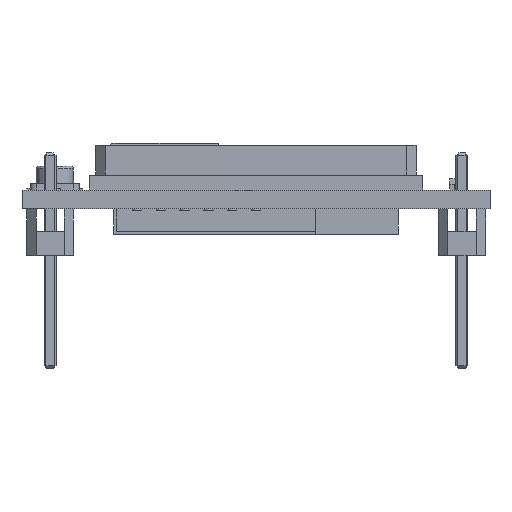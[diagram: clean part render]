
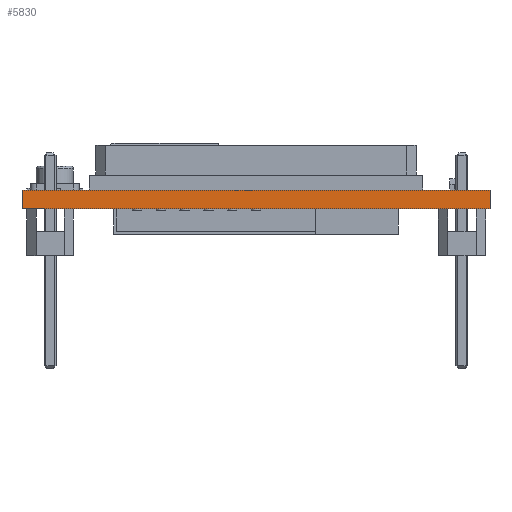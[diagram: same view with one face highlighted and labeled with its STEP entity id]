
A CAD part, front view. The second image highlights one B-rep face of the part: STEP entity #5830.
In plain terms, the highlighted planar face has unit normal (0, -1, 0).
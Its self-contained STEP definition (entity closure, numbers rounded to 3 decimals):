
#44 = PLANE('',#45);
#45 = AXIS2_PLACEMENT_3D('',#46,#47,#48);
#46 = CARTESIAN_POINT('',(0.,0.,0.));
#47 = DIRECTION('',(0.,0.,1.));
#48 = DIRECTION('',(1.,0.,0.));
#172 = VERTEX_POINT('',#173);
#173 = CARTESIAN_POINT('',(-12.5,-11.5,0.));
#187 = PLANE('',#188);
#188 = AXIS2_PLACEMENT_3D('',#189,#190,#191);
#189 = CARTESIAN_POINT('',(-12.5,-11.5,0.));
#190 = DIRECTION('',(-1.,0.,0.));
#191 = DIRECTION('',(0.,1.,0.));
#199 = EDGE_CURVE('',#200,#172,#202,.T.);
#200 = VERTEX_POINT('',#201);
#201 = CARTESIAN_POINT('',(12.5,-11.5,0.));
#202 = SURFACE_CURVE('',#203,(#207,#214),.PCURVE_S1.);
#203 = LINE('',#204,#205);
#204 = CARTESIAN_POINT('',(12.5,-11.5,0.));
#205 = VECTOR('',#206,1.);
#206 = DIRECTION('',(-1.,0.,0.));
#207 = PCURVE('',#44,#208);
#208 = DEFINITIONAL_REPRESENTATION('',(#209),#213);
#209 = LINE('',#210,#211);
#210 = CARTESIAN_POINT('',(12.5,-11.5));
#211 = VECTOR('',#212,1.);
#212 = DIRECTION('',(-1.,0.));
#213 = ( GEOMETRIC_REPRESENTATION_CONTEXT(2) 
PARAMETRIC_REPRESENTATION_CONTEXT() REPRESENTATION_CONTEXT('2D SPACE',''
  ) );
#214 = PCURVE('',#215,#220);
#215 = PLANE('',#216);
#216 = AXIS2_PLACEMENT_3D('',#217,#218,#219);
#217 = CARTESIAN_POINT('',(12.5,-11.5,0.));
#218 = DIRECTION('',(0.,-1.,0.));
#219 = DIRECTION('',(-1.,0.,0.));
#220 = DEFINITIONAL_REPRESENTATION('',(#221),#225);
#221 = LINE('',#222,#223);
#222 = CARTESIAN_POINT('',(0.,-0.));
#223 = VECTOR('',#224,1.);
#224 = DIRECTION('',(1.,0.));
#225 = ( GEOMETRIC_REPRESENTATION_CONTEXT(2) 
PARAMETRIC_REPRESENTATION_CONTEXT() REPRESENTATION_CONTEXT('2D SPACE',''
  ) );
#243 = PLANE('',#244);
#244 = AXIS2_PLACEMENT_3D('',#245,#246,#247);
#245 = CARTESIAN_POINT('',(12.5,11.5,0.));
#246 = DIRECTION('',(1.,0.,0.));
#247 = DIRECTION('',(0.,-1.,0.));
#3965 = PLANE('',#3966);
#3966 = AXIS2_PLACEMENT_3D('',#3967,#3968,#3969);
#3967 = CARTESIAN_POINT('',(0.,0.,1.));
#3968 = DIRECTION('',(0.,0.,1.));
#3969 = DIRECTION('',(1.,0.,0.));
#5787 = VERTEX_POINT('',#5788);
#5788 = CARTESIAN_POINT('',(12.5,-11.5,1.));
#5809 = EDGE_CURVE('',#200,#5787,#5810,.T.);
#5810 = SURFACE_CURVE('',#5811,(#5815,#5822),.PCURVE_S1.);
#5811 = LINE('',#5812,#5813);
#5812 = CARTESIAN_POINT('',(12.5,-11.5,0.));
#5813 = VECTOR('',#5814,1.);
#5814 = DIRECTION('',(0.,0.,1.));
#5815 = PCURVE('',#243,#5816);
#5816 = DEFINITIONAL_REPRESENTATION('',(#5817),#5821);
#5817 = LINE('',#5818,#5819);
#5818 = CARTESIAN_POINT('',(23.,0.));
#5819 = VECTOR('',#5820,1.);
#5820 = DIRECTION('',(0.,-1.));
#5821 = ( GEOMETRIC_REPRESENTATION_CONTEXT(2) 
PARAMETRIC_REPRESENTATION_CONTEXT() REPRESENTATION_CONTEXT('2D SPACE',''
  ) );
#5822 = PCURVE('',#215,#5823);
#5823 = DEFINITIONAL_REPRESENTATION('',(#5824),#5828);
#5824 = LINE('',#5825,#5826);
#5825 = CARTESIAN_POINT('',(0.,-0.));
#5826 = VECTOR('',#5827,1.);
#5827 = DIRECTION('',(0.,-1.));
#5828 = ( GEOMETRIC_REPRESENTATION_CONTEXT(2) 
PARAMETRIC_REPRESENTATION_CONTEXT() REPRESENTATION_CONTEXT('2D SPACE',''
  ) );
#5830 = ADVANCED_FACE('',(#5831),#215,.T.);
#5831 = FACE_BOUND('',#5832,.T.);
#5832 = EDGE_LOOP('',(#5833,#5834,#5857,#5878));
#5833 = ORIENTED_EDGE('',*,*,#5809,.T.);
#5834 = ORIENTED_EDGE('',*,*,#5835,.T.);
#5835 = EDGE_CURVE('',#5787,#5836,#5838,.T.);
#5836 = VERTEX_POINT('',#5837);
#5837 = CARTESIAN_POINT('',(-12.5,-11.5,1.));
#5838 = SURFACE_CURVE('',#5839,(#5843,#5850),.PCURVE_S1.);
#5839 = LINE('',#5840,#5841);
#5840 = CARTESIAN_POINT('',(12.5,-11.5,1.));
#5841 = VECTOR('',#5842,1.);
#5842 = DIRECTION('',(-1.,0.,0.));
#5843 = PCURVE('',#215,#5844);
#5844 = DEFINITIONAL_REPRESENTATION('',(#5845),#5849);
#5845 = LINE('',#5846,#5847);
#5846 = CARTESIAN_POINT('',(0.,-1.));
#5847 = VECTOR('',#5848,1.);
#5848 = DIRECTION('',(1.,0.));
#5849 = ( GEOMETRIC_REPRESENTATION_CONTEXT(2) 
PARAMETRIC_REPRESENTATION_CONTEXT() REPRESENTATION_CONTEXT('2D SPACE',''
  ) );
#5850 = PCURVE('',#3965,#5851);
#5851 = DEFINITIONAL_REPRESENTATION('',(#5852),#5856);
#5852 = LINE('',#5853,#5854);
#5853 = CARTESIAN_POINT('',(12.5,-11.5));
#5854 = VECTOR('',#5855,1.);
#5855 = DIRECTION('',(-1.,0.));
#5856 = ( GEOMETRIC_REPRESENTATION_CONTEXT(2) 
PARAMETRIC_REPRESENTATION_CONTEXT() REPRESENTATION_CONTEXT('2D SPACE',''
  ) );
#5857 = ORIENTED_EDGE('',*,*,#5858,.F.);
#5858 = EDGE_CURVE('',#172,#5836,#5859,.T.);
#5859 = SURFACE_CURVE('',#5860,(#5864,#5871),.PCURVE_S1.);
#5860 = LINE('',#5861,#5862);
#5861 = CARTESIAN_POINT('',(-12.5,-11.5,0.));
#5862 = VECTOR('',#5863,1.);
#5863 = DIRECTION('',(0.,0.,1.));
#5864 = PCURVE('',#215,#5865);
#5865 = DEFINITIONAL_REPRESENTATION('',(#5866),#5870);
#5866 = LINE('',#5867,#5868);
#5867 = CARTESIAN_POINT('',(25.,0.));
#5868 = VECTOR('',#5869,1.);
#5869 = DIRECTION('',(0.,-1.));
#5870 = ( GEOMETRIC_REPRESENTATION_CONTEXT(2) 
PARAMETRIC_REPRESENTATION_CONTEXT() REPRESENTATION_CONTEXT('2D SPACE',''
  ) );
#5871 = PCURVE('',#187,#5872);
#5872 = DEFINITIONAL_REPRESENTATION('',(#5873),#5877);
#5873 = LINE('',#5874,#5875);
#5874 = CARTESIAN_POINT('',(0.,0.));
#5875 = VECTOR('',#5876,1.);
#5876 = DIRECTION('',(0.,-1.));
#5877 = ( GEOMETRIC_REPRESENTATION_CONTEXT(2) 
PARAMETRIC_REPRESENTATION_CONTEXT() REPRESENTATION_CONTEXT('2D SPACE',''
  ) );
#5878 = ORIENTED_EDGE('',*,*,#199,.F.);
